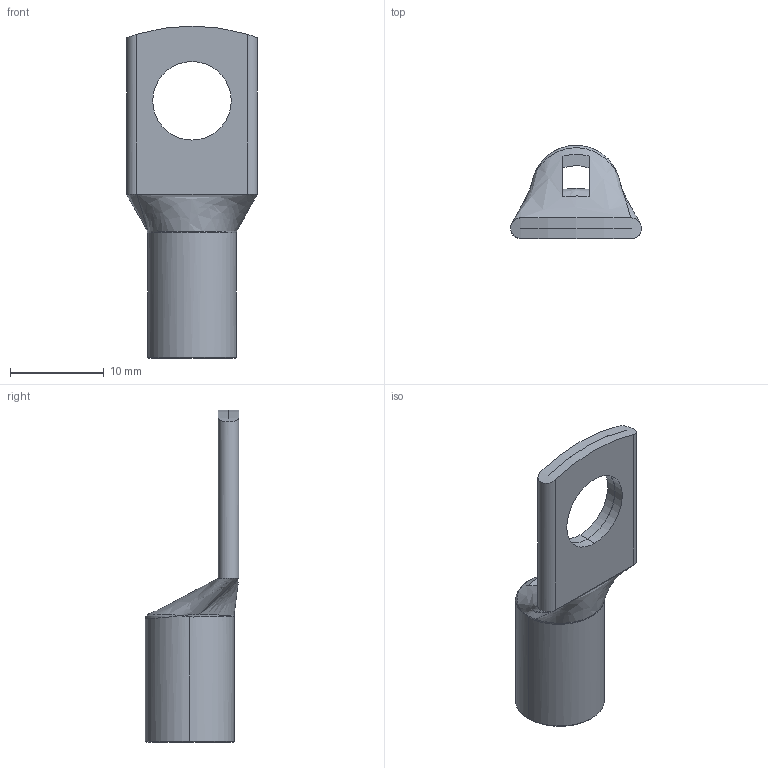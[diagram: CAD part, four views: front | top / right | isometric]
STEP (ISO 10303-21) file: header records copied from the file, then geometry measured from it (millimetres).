
FILE_DESCRIPTION (( 'STEP AP203' ), '1' );
FILE_NAME ('01637.STEP', '2024-09-05T12:31:44', ( '' ), ( '' ), 'SwSTEP 2.0', 'SolidWorks 2022', '' );
FILE_SCHEMA (( 'CONFIG_CONTROL_DESIGN' ));
Length unit declared in the file: millimetre
Products named in the file (1): 01637
Bounding box: 14 x 10 x 35.5 mm (x, y, z)
Volume: 953.6 mm3; surface area: 1758.6 mm2
Topology: 1 solids, 1 shells, 42 faces, 111 edges, 74 vertices
Faces by surface type: cylinder 15, plane 14, bspline 9, cone 4
Entity records: 2600 total; most frequent: CARTESIAN_POINT 1547, ORIENTED_EDGE 220, DIRECTION 173, EDGE_CURVE 110, VERTEX_POINT 72, AXIS2_PLACEMENT_3D 68, EDGE_LOOP 50, ADVANCED_FACE 42
